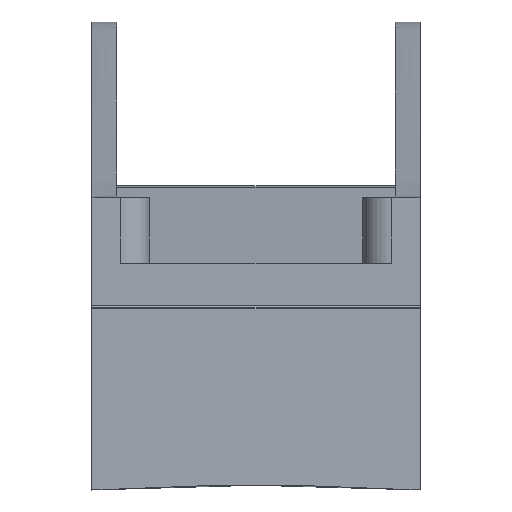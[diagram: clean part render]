
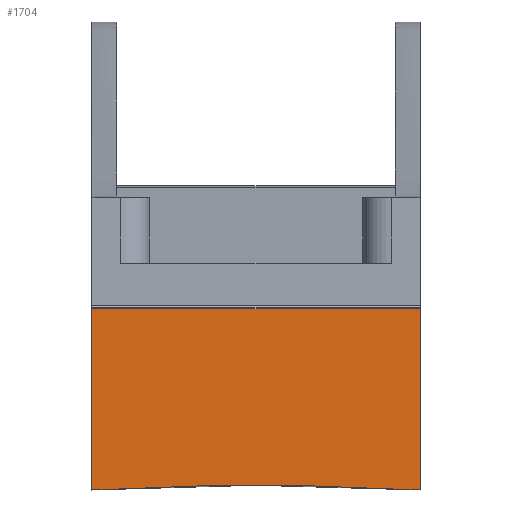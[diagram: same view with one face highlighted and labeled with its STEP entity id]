
A CAD part, front view. The second image highlights one B-rep face of the part: STEP entity #1704.
In plain terms, the highlighted planar face has unit normal (0, -1, 0).
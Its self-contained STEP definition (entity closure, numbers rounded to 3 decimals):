
#69=PLANE('',#1872);
#234=FACE_OUTER_BOUND('',#334,.T.);
#334=EDGE_LOOP('',(#1541,#1542,#1543,#1544));
#412=CIRCLE('',#1858,348.);
#509=LINE('',#3371,#616);
#518=LINE('',#4173,#625);
#521=LINE('',#4184,#628);
#616=VECTOR('',#2234,10.);
#625=VECTOR('',#2255,10.);
#628=VECTOR('',#2266,10.);
#771=VERTEX_POINT('',#3138);
#772=VERTEX_POINT('',#3140);
#786=VERTEX_POINT('',#3369);
#798=VERTEX_POINT('',#4172);
#1002=EDGE_CURVE('',#772,#771,#412,.T.);
#1022=EDGE_CURVE('',#786,#771,#509,.T.);
#1048=EDGE_CURVE('',#772,#798,#518,.T.);
#1054=EDGE_CURVE('',#798,#786,#521,.T.);
#1541=ORIENTED_EDGE('',*,*,#1002,.T.);
#1542=ORIENTED_EDGE('',*,*,#1022,.F.);
#1543=ORIENTED_EDGE('',*,*,#1054,.F.);
#1544=ORIENTED_EDGE('',*,*,#1048,.F.);
#1704=ADVANCED_FACE('',(#234),#69,.T.);
#1858=AXIS2_PLACEMENT_3D('',#3141,#2219,#2220);
#1872=AXIS2_PLACEMENT_3D('',#4183,#2264,#2265);
#2219=DIRECTION('center_axis',(0.,1.,0.));
#2220=DIRECTION('ref_axis',(1.,0.,0.));
#2234=DIRECTION('',(0.,0.,-1.));
#2255=DIRECTION('',(0.,0.,1.));
#2264=DIRECTION('center_axis',(0.,-1.,0.));
#2265=DIRECTION('ref_axis',(-1.,0.,0.));
#2266=DIRECTION('',(1.,0.,0.));
#3138=CARTESIAN_POINT('',(19.95,12.5,-21.572));
#3140=CARTESIAN_POINT('',(-19.95,12.5,-21.572));
#3141=CARTESIAN_POINT('Origin',(0.,12.5,-369.));
#3369=CARTESIAN_POINT('',(19.95,12.5,0.467));
#3371=CARTESIAN_POINT('',(19.95,12.5,0.));
#4172=CARTESIAN_POINT('',(-19.95,12.5,0.467));
#4173=CARTESIAN_POINT('',(-19.95,12.5,0.325));
#4183=CARTESIAN_POINT('Origin',(19.95,12.5,0.));
#4184=CARTESIAN_POINT('',(19.95,12.5,0.467));
